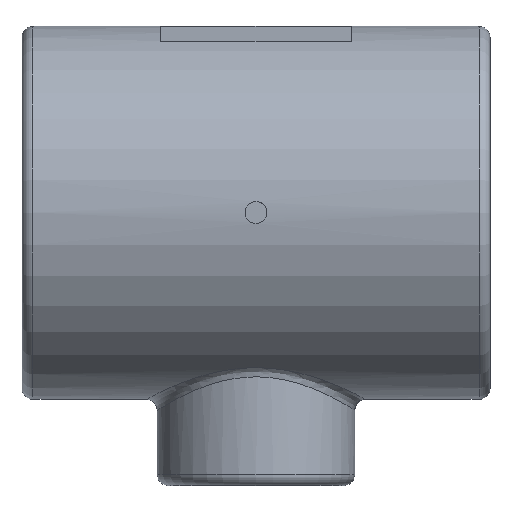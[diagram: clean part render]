
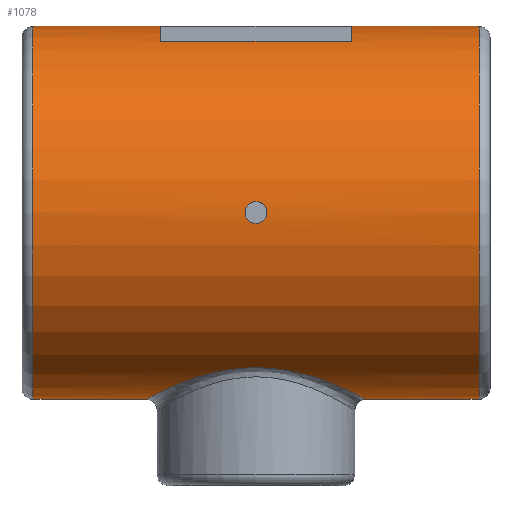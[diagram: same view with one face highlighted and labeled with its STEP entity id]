
A CAD part, top view. The second image highlights one B-rep face of the part: STEP entity #1078.
In plain terms, the highlighted cylindrical face has radius 25.5 mm (diameter 51 mm), a full revolution.
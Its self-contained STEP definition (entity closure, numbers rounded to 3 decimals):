
#23=CYLINDRICAL_SURFACE('',#1134,25.5);
#32=CIRCLE('',#1105,25.5);
#33=CIRCLE('',#1108,25.5);
#34=CIRCLE('',#1111,25.5);
#35=CIRCLE('',#1113,25.5);
#48=CIRCLE('',#1135,25.5);
#49=CIRCLE('',#1136,25.5);
#83=B_SPLINE_CURVE_WITH_KNOTS('',3,(#16572,#16573,#16574,#16575,#16576,
#16577,#16578,#16579,#16580,#16581,#16582,#16583,#16584,#16585,#16586,#16587,
#16588,#16589,#16590,#16591,#16592,#16593,#16594,#16595,#16596,#16597),
 .UNSPECIFIED.,.F.,.F.,(4,1,1,1,1,1,1,1,1,1,1,1,1,1,1,1,1,1,1,1,1,1,1,4),
(0.,0.063,0.125,0.25,0.313,0.344,0.375,0.406,0.438,0.469,0.5,0.563,
0.594,0.625,0.656,0.688,0.719,0.75,0.813,0.844,0.875,0.906,
0.938,1.),.UNSPECIFIED.);
#86=B_SPLINE_CURVE_WITH_KNOTS('',3,(#16725,#16726,#16727,#16728,#16729,
#16730,#16731,#16732,#16733,#16734,#16735),.UNSPECIFIED.,.T.,.F.,(1,1,1,
1,1,1,1,1,1,1,1,1,1,1,1),(-0.004,-0.002,-0.001,
0.,0.001,0.002,0.004,0.005,
0.006,0.007,0.008,0.009,
0.011,0.012,0.013),.UNSPECIFIED.);
#87=B_SPLINE_CURVE_WITH_KNOTS('',3,(#16737,#16738,#16739,#16740,#16741,
#16742,#16743,#16744,#16745,#16746,#16747,#16748,#16749,#16750,#16751,#16752,
#16753,#16754,#16755,#16756,#16757,#16758,#16759,#16760,#16761,#16762,#16763,
#16764,#16765,#16766),.UNSPECIFIED.,.F.,.F.,(4,1,1,1,1,1,1,1,1,1,1,1,1,
1,1,1,1,1,1,1,1,1,1,1,1,1,1,4),(0.,0.063,0.094,0.125,0.156,0.188,
0.219,0.25,0.313,0.344,0.375,0.406,0.438,0.469,0.5,0.563,0.594,
0.625,0.656,0.688,0.719,0.75,0.813,0.844,0.875,0.906,0.938,1.),
 .UNSPECIFIED.);
#102=LINE('',#16429,#122);
#106=LINE('',#16439,#126);
#122=VECTOR('',#1172,1000.);
#126=VECTOR('',#1182,1000.);
#344=ORIENTED_EDGE('',*,*,#657,.T.);
#345=ORIENTED_EDGE('',*,*,#658,.T.);
#346=ORIENTED_EDGE('',*,*,#659,.T.);
#347=ORIENTED_EDGE('',*,*,#639,.F.);
#348=ORIENTED_EDGE('',*,*,#627,.F.);
#349=ORIENTED_EDGE('',*,*,#630,.F.);
#350=ORIENTED_EDGE('',*,*,#633,.F.);
#351=ORIENTED_EDGE('',*,*,#640,.F.);
#352=ORIENTED_EDGE('',*,*,#635,.F.);
#353=ORIENTED_EDGE('',*,*,#644,.T.);
#354=ORIENTED_EDGE('',*,*,#660,.T.);
#627=EDGE_CURVE('',#795,#797,#32,.T.);
#630=EDGE_CURVE('',#798,#795,#102,.T.);
#633=EDGE_CURVE('',#800,#798,#33,.T.);
#635=EDGE_CURVE('',#801,#803,#106,.T.);
#639=EDGE_CURVE('',#797,#801,#34,.T.);
#640=EDGE_CURVE('',#803,#800,#35,.T.);
#644=EDGE_CURVE('',#808,#806,#83,.T.);
#657=EDGE_CURVE('',#817,#817,#48,.T.);
#658=EDGE_CURVE('',#818,#818,#49,.T.);
#659=EDGE_CURVE('',#819,#819,#86,.T.);
#660=EDGE_CURVE('',#806,#808,#87,.T.);
#795=VERTEX_POINT('',#16420);
#797=VERTEX_POINT('',#16423);
#798=VERTEX_POINT('',#16427);
#800=VERTEX_POINT('',#16433);
#801=VERTEX_POINT('',#16437);
#803=VERTEX_POINT('',#16440);
#806=VERTEX_POINT('',#16570);
#808=VERTEX_POINT('',#16598);
#817=VERTEX_POINT('',#16722);
#818=VERTEX_POINT('',#16724);
#819=VERTEX_POINT('',#16736);
#967=EDGE_LOOP('',(#344));
#968=EDGE_LOOP('',(#345));
#969=EDGE_LOOP('',(#346));
#970=EDGE_LOOP('',(#347,#348,#349,#350,#351,#352));
#971=EDGE_LOOP('',(#353,#354));
#1020=FACE_BOUND('',#967,.T.);
#1021=FACE_BOUND('',#968,.T.);
#1022=FACE_BOUND('',#969,.T.);
#1023=FACE_BOUND('',#970,.T.);
#1024=FACE_BOUND('',#971,.T.);
#1078=ADVANCED_FACE('',(#1020,#1021,#1022,#1023,#1024),#23,.T.);
#1105=AXIS2_PLACEMENT_3D('',#16422,#1166,#1167);
#1108=AXIS2_PLACEMENT_3D('',#16434,#1177,#1178);
#1111=AXIS2_PLACEMENT_3D('',#16446,#1188,#1189);
#1113=AXIS2_PLACEMENT_3D('',#16448,#1192,#1193);
#1134=AXIS2_PLACEMENT_3D('',#16720,#1235,#1236);
#1135=AXIS2_PLACEMENT_3D('',#16721,#1237,#1238);
#1136=AXIS2_PLACEMENT_3D('',#16723,#1239,#1240);
#1166=DIRECTION('',(-1.,0.,0.));
#1167=DIRECTION('',(0.,0.,-1.));
#1172=DIRECTION('',(1.,0.,0.));
#1177=DIRECTION('',(1.,0.,0.));
#1178=DIRECTION('',(0.,0.,1.));
#1182=DIRECTION('',(-1.,0.,0.));
#1188=DIRECTION('',(-1.,0.,0.));
#1189=DIRECTION('',(0.,0.,-1.));
#1192=DIRECTION('',(1.,0.,0.));
#1193=DIRECTION('',(0.,0.,1.));
#1235=DIRECTION('',(-1.,0.,0.));
#1236=DIRECTION('',(0.,0.,1.));
#1237=DIRECTION('',(1.,0.,0.));
#1238=DIRECTION('',(0.,0.,-1.));
#1239=DIRECTION('',(-1.,0.,0.));
#1240=DIRECTION('',(0.,0.,1.));
#16420=CARTESIAN_POINT('',(13.,23.457,10.));
#16422=CARTESIAN_POINT('',(13.,0.,0.));
#16423=CARTESIAN_POINT('',(13.,25.5,0.));
#16427=CARTESIAN_POINT('',(-13.,23.457,10.));
#16429=CARTESIAN_POINT('',(-32.,23.457,10.));
#16433=CARTESIAN_POINT('',(-13.,25.5,0.));
#16434=CARTESIAN_POINT('',(-13.,0.,0.));
#16437=CARTESIAN_POINT('',(13.,23.457,-10.));
#16439=CARTESIAN_POINT('',(-32.,23.457,-10.));
#16440=CARTESIAN_POINT('',(-13.,23.457,-10.));
#16446=CARTESIAN_POINT('',(13.,0.,0.));
#16448=CARTESIAN_POINT('',(-13.,0.,0.));
#16570=CARTESIAN_POINT('',(14.924,-25.46,1.421));
#16572=CARTESIAN_POINT('',(-14.925,-25.461,-1.417));
#16573=CARTESIAN_POINT('',(-15.029,-25.515,-0.439));
#16574=CARTESIAN_POINT('',(-15.02,-25.51,1.537));
#16575=CARTESIAN_POINT('',(-14.149,-25.056,5.355));
#16576=CARTESIAN_POINT('',(-12.157,-24.069,8.644));
#16577=CARTESIAN_POINT('',(-9.726,-23.09,10.852));
#16578=CARTESIAN_POINT('',(-8.164,-22.553,11.91));
#16579=CARTESIAN_POINT('',(-6.952,-22.186,12.578));
#16580=CARTESIAN_POINT('',(-5.614,-21.844,13.161));
#16581=CARTESIAN_POINT('',(-4.277,-21.571,13.601));
#16582=CARTESIAN_POINT('',(-2.841,-21.358,13.933));
#16583=CARTESIAN_POINT('',(-0.937,-21.187,14.19));
#16584=CARTESIAN_POINT('',(1.029,-21.191,14.185));
#16585=CARTESIAN_POINT('',(2.934,-21.369,13.916));
#16586=CARTESIAN_POINT('',(4.371,-21.588,13.575));
#16587=CARTESIAN_POINT('',(5.704,-21.865,13.126));
#16588=CARTESIAN_POINT('',(7.036,-22.21,12.536));
#16589=CARTESIAN_POINT('',(8.249,-22.58,11.858));
#16590=CARTESIAN_POINT('',(9.81,-23.122,10.784));
#16591=CARTESIAN_POINT('',(11.185,-23.679,9.518));
#16592=CARTESIAN_POINT('',(12.374,-24.207,8.047));
#16593=CARTESIAN_POINT('',(13.136,-24.563,6.888));
#16594=CARTESIAN_POINT('',(13.809,-24.891,5.594));
#16595=CARTESIAN_POINT('',(14.5,-25.239,3.836));
#16596=CARTESIAN_POINT('',(14.821,-25.407,2.385));
#16597=CARTESIAN_POINT('',(14.924,-25.46,1.421));
#16598=CARTESIAN_POINT('',(-14.925,-25.461,-1.417));
#16720=CARTESIAN_POINT('',(-32.,0.,0.));
#16721=CARTESIAN_POINT('',(-30.5,0.,0.));
#16722=CARTESIAN_POINT('',(-30.5,0.,-25.5));
#16723=CARTESIAN_POINT('',(30.5,0.,0.));
#16724=CARTESIAN_POINT('',(30.5,0.,25.5));
#16725=CARTESIAN_POINT('',(1.175,1.177,25.478));
#16726=CARTESIAN_POINT('',(1.663,0.,25.511));
#16727=CARTESIAN_POINT('',(1.175,-1.175,25.478));
#16728=CARTESIAN_POINT('',(0.001,-1.662,25.445));
#16729=CARTESIAN_POINT('',(-1.175,-1.177,25.478));
#16730=CARTESIAN_POINT('',(-1.663,0.,25.511));
#16731=CARTESIAN_POINT('',(-1.175,1.175,25.478));
#16732=CARTESIAN_POINT('',(-0.001,1.662,25.445));
#16733=CARTESIAN_POINT('',(1.175,1.177,25.478));
#16734=CARTESIAN_POINT('',(1.663,0.,25.511));
#16735=CARTESIAN_POINT('',(1.175,-1.175,25.478));
#16736=CARTESIAN_POINT('',(1.5,0.,25.5));
#16737=CARTESIAN_POINT('',(14.924,-25.46,1.421));
#16738=CARTESIAN_POINT('',(15.028,-25.515,0.45));
#16739=CARTESIAN_POINT('',(15.022,-25.511,-1.023));
#16740=CARTESIAN_POINT('',(14.704,-25.345,-2.927));
#16741=CARTESIAN_POINT('',(14.302,-25.139,-4.349));
#16742=CARTESIAN_POINT('',(13.779,-24.876,-5.659));
#16743=CARTESIAN_POINT('',(13.101,-24.547,-6.947));
#16744=CARTESIAN_POINT('',(12.328,-24.186,-8.11));
#16745=CARTESIAN_POINT('',(11.124,-23.653,-9.582));
#16746=CARTESIAN_POINT('',(9.74,-23.095,-10.841));
#16747=CARTESIAN_POINT('',(8.176,-22.557,-11.902));
#16748=CARTESIAN_POINT('',(6.964,-22.189,-12.572));
#16749=CARTESIAN_POINT('',(5.624,-21.846,-13.157));
#16750=CARTESIAN_POINT('',(4.285,-21.573,-13.599));
#16751=CARTESIAN_POINT('',(2.848,-21.358,-13.932));
#16752=CARTESIAN_POINT('',(0.943,-21.187,-14.19));
#16753=CARTESIAN_POINT('',(-1.028,-21.191,-14.185));
#16754=CARTESIAN_POINT('',(-2.935,-21.369,-13.916));
#16755=CARTESIAN_POINT('',(-4.374,-21.589,-13.574));
#16756=CARTESIAN_POINT('',(-5.709,-21.866,-13.125));
#16757=CARTESIAN_POINT('',(-7.042,-22.211,-12.533));
#16758=CARTESIAN_POINT('',(-8.257,-22.583,-11.853));
#16759=CARTESIAN_POINT('',(-9.819,-23.125,-10.777));
#16760=CARTESIAN_POINT('',(-11.195,-23.683,-9.507));
#16761=CARTESIAN_POINT('',(-12.384,-24.211,-8.034));
#16762=CARTESIAN_POINT('',(-13.145,-24.568,-6.872));
#16763=CARTESIAN_POINT('',(-13.816,-24.895,-5.578));
#16764=CARTESIAN_POINT('',(-14.506,-25.242,-3.815));
#16765=CARTESIAN_POINT('',(-14.823,-25.407,-2.376));
#16766=CARTESIAN_POINT('',(-14.925,-25.461,-1.417));
